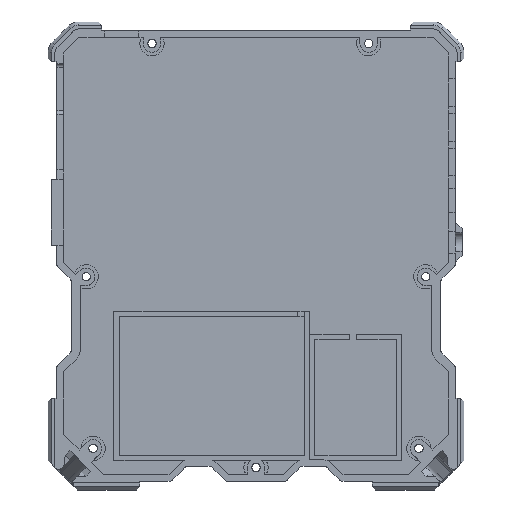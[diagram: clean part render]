
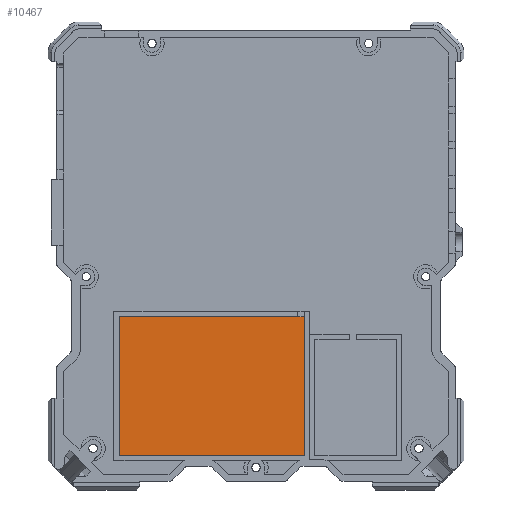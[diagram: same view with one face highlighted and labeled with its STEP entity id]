
A CAD part, top view. The second image highlights one B-rep face of the part: STEP entity #10467.
In plain terms, the highlighted planar face has unit normal (0, 0, 1).
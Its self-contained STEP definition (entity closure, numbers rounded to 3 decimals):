
#5768 = VERTEX_POINT('',#5769);
#5769 = CARTESIAN_POINT('',(14.,-57.5,1.5));
#5775 = EDGE_CURVE('',#5768,#5776,#5778,.T.);
#5776 = VERTEX_POINT('',#5777);
#5777 = CARTESIAN_POINT('',(14.,-17.5,1.5));
#5778 = LINE('',#5779,#5780);
#5779 = CARTESIAN_POINT('',(14.,-9.734,1.5));
#5780 = VECTOR('',#5781,1.);
#5781 = DIRECTION('',(0.,1.,0.));
#5850 = EDGE_CURVE('',#5851,#5768,#5853,.T.);
#5851 = VERTEX_POINT('',#5852);
#5852 = CARTESIAN_POINT('',(0.,-57.5,1.5));
#5853 = LINE('',#5854,#5855);
#5854 = CARTESIAN_POINT('',(7.,-57.5,1.5));
#5855 = VECTOR('',#5856,1.);
#5856 = DIRECTION('',(1.,0.,0.));
#5861 = VERTEX_POINT('',#5862);
#5862 = CARTESIAN_POINT('',(-39.5,-57.5,1.5));
#5868 = EDGE_CURVE('',#5861,#5851,#5869,.T.);
#5869 = LINE('',#5870,#5871);
#5870 = CARTESIAN_POINT('',(7.,-57.5,1.5));
#5871 = VECTOR('',#5872,1.);
#5872 = DIRECTION('',(1.,0.,0.));
#5932 = EDGE_CURVE('',#5933,#5861,#5935,.T.);
#5933 = VERTEX_POINT('',#5934);
#5934 = CARTESIAN_POINT('',(-39.5,-17.5,1.5));
#5935 = LINE('',#5936,#5937);
#5936 = CARTESIAN_POINT('',(-39.5,-30.484,1.5));
#5937 = VECTOR('',#5938,1.);
#5938 = DIRECTION('',(0.,-1.,0.));
#6010 = EDGE_CURVE('',#5776,#5933,#6011,.T.);
#6011 = LINE('',#6012,#6013);
#6012 = CARTESIAN_POINT('',(6.,-17.5,1.5));
#6013 = VECTOR('',#6014,1.);
#6014 = DIRECTION('',(-1.,0.,0.));
#10467 = ADVANCED_FACE('',(#10468),#10475,.T.);
#10468 = FACE_BOUND('',#10469,.T.);
#10469 = EDGE_LOOP('',(#10470,#10471,#10472,#10473,#10474));
#10470 = ORIENTED_EDGE('',*,*,#5932,.T.);
#10471 = ORIENTED_EDGE('',*,*,#5868,.T.);
#10472 = ORIENTED_EDGE('',*,*,#5850,.T.);
#10473 = ORIENTED_EDGE('',*,*,#5775,.T.);
#10474 = ORIENTED_EDGE('',*,*,#6010,.T.);
#10475 = PLANE('',#10476);
#10476 = AXIS2_PLACEMENT_3D('',#10477,#10478,#10479);
#10477 = CARTESIAN_POINT('',(0.,-3.468,1.5));
#10478 = DIRECTION('',(0.,0.,1.));
#10479 = DIRECTION('',(1.,0.,0.));
